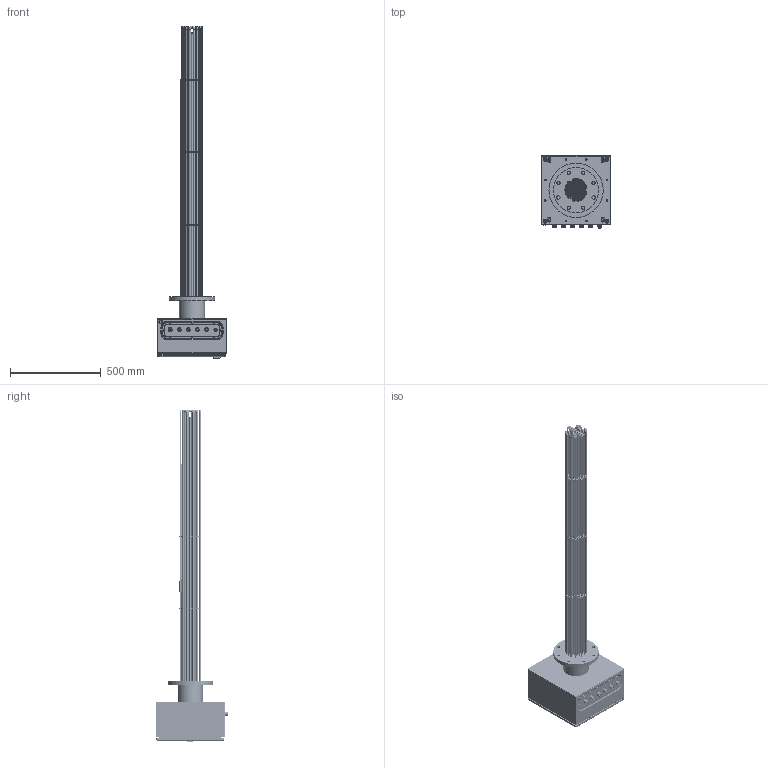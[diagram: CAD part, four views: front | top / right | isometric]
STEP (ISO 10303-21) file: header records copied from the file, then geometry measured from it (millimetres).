
FILE_DESCRIPTION (( 'STEP AP214' ), '1' );
FILE_NAME ('180022 - SSFHK 120 kW DN125 ET 1500 STEP.STEP', '2021-06-08T07:58:25', ( '' ), ( '' ), 'SwSTEP 2.0', 'SolidWorks 2021', '' );
FILE_SCHEMA (( 'AUTOMOTIVE_DESIGN' ));
Length unit declared in the file: millimetre
Products named in the file (22): 180022 - SSFHK 120 kW DN125 ET 1500 STEP; KV M16 WT MS^Kabelverschraubung_SSFHK; VM^SSFHK_DN125 - 18 RHK - 1500mm; RHK^Rohrheizkörper_SSFHK_ET 1500; FSR STB^Fühlerschutzrohre_SSFHK; Anschlusskastenplatte^SSFHK_380; WB 10er^Fühlerschutzrohre_SSFHK; Anschlusskasten^SSFHK_380x380x210; AK 380x380x210^Anschlusskasten_SSFHK; STB TF^Fühlerschutzrohre_SSFHK_1500 mm; BODENDECKEL 380^AK 380x380x210_Anschlusskasten_SSFHK; SCHLOSS 380^AK 380x380x210_Anschlusskasten_SSFHK; Rohrheizkörper^SSFHK_DN125 - 18 RHK - 1500 mm; Flansch^SSFHK_DN125 - 18 RHK; KV M20 WT MS^Kabelverschraubung_SSFHK; DECKEL 380^AK 380x380x210_Anschlusskasten_SSFHK; Distanzscheiben^SSFHK_DN125 - 18 RHK; BODY 380^AK 380x380x210_Anschlusskasten_SSFHK; Kühlstrecke^SSFHK_DN125; Messingbrücken^SSFHK_TYP E - DN125 - 18 RHK; Fühlerschutzrohre^SSFHK_DN125 - 1500 mm; Kabelverschraubung^SSFHK_5xM20+M16
Assembly tree (44 placements, depth 4):
  180022 - SSFHK 120 kW DN125 ET 1500 STEP
    Flansch^SSFHK_DN125 - 18 RHK
    Rohrheizkörper^SSFHK_DN125 - 18 RHK - 1500 mm
      RHK^Rohrheizkörper_SSFHK_ET 1500  x18
    Distanzscheiben^SSFHK_DN125 - 18 RHK  x3
    Kühlstrecke^SSFHK_DN125
    Anschlusskastenplatte^SSFHK_380
    Fühlerschutzrohre^SSFHK_DN125 - 1500 mm
      FSR STB^Fühlerschutzrohre_SSFHK
      STB TF^Fühlerschutzrohre_SSFHK_1500 mm
      WB 10er^Fühlerschutzrohre_SSFHK
    Anschlusskasten^SSFHK_380x380x210
      AK 380x380x210^Anschlusskasten_SSFHK
        BODY 380^AK 380x380x210_Anschlusskasten_SSFHK
        DECKEL 380^AK 380x380x210_Anschlusskasten_SSFHK
        SCHLOSS 380^AK 380x380x210_Anschlusskasten_SSFHK
        BODENDECKEL 380^AK 380x380x210_Anschlusskasten_SSFHK
    Kabelverschraubung^SSFHK_5xM20+M16
      KV M16 WT MS^Kabelverschraubung_SSFHK
      KV M20 WT MS^Kabelverschraubung_SSFHK  x5
    Messingbrücken^SSFHK_TYP E - DN125 - 18 RHK
    VM^SSFHK_DN125 - 18 RHK - 1500mm
Bounding box: 380 x 399 x 1834.1 mm (x, y, z)
Volume: 4331533.8 mm3; surface area: 5112391.2 mm2
Topology: 55 solids, 55 shells, 4675 faces, 12843 edges, 8356 vertices
Faces by surface type: cylinder 3137, plane 1109, cone 184, torus 150, bspline 95
Entity records: 89543 total; most frequent: CARTESIAN_POINT 18867, DIRECTION 13163, ORIENTED_EDGE 12094, EDGE_CURVE 6047, AXIS2_PLACEMENT_3D 5262, VERTEX_POINT 3912, CIRCLE 3012, EDGE_LOOP 2859
